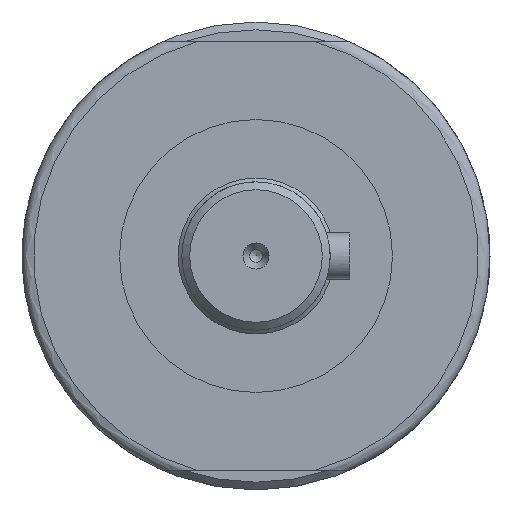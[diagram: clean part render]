
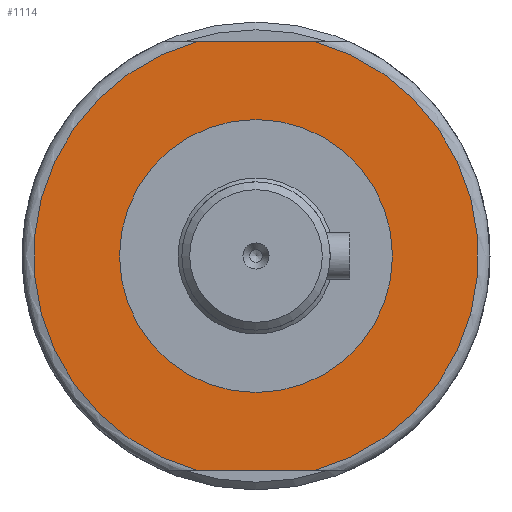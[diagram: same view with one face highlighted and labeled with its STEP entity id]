
A CAD part, left-side view. The second image highlights one B-rep face of the part: STEP entity #1114.
In plain terms, the highlighted planar face has unit normal (-1, 0, 0).
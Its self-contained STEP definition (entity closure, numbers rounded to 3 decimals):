
#769=CARTESIAN_POINT('',(-198.701,7.483,27.502));
#770=VERTEX_POINT('',#769);
#796=CARTESIAN_POINT('',(-198.701,-7.484,27.502));
#797=VERTEX_POINT('',#796);
#798=CARTESIAN_POINT('',(-198.701,-7.484,27.502));
#799=DIRECTION('',(0.0,1.0,0.0));
#800=VECTOR('',#799,14.967);
#801=LINE('',#798,#800);
#802=EDGE_CURVE('',#797,#770,#801,.T.);
#909=CARTESIAN_POINT('',(-198.701,-7.484,-27.498));
#910=VERTEX_POINT('',#909);
#936=CARTESIAN_POINT('',(-198.701,7.483,-27.498));
#937=VERTEX_POINT('',#936);
#938=CARTESIAN_POINT('',(-198.701,7.483,-27.498));
#939=DIRECTION('',(0.0,-1.0,0.0));
#940=VECTOR('',#939,14.967);
#941=LINE('',#938,#940);
#942=EDGE_CURVE('',#937,#910,#941,.T.);
#1080=CARTESIAN_POINT('',(-198.701,23.,0.002));
#1081=DIRECTION('',(-1.0,0.0,0.0));
#1082=DIRECTION('',(0.0,0.0,1.0));
#1083=AXIS2_PLACEMENT_3D('',#1080,#1081,#1082);
#1084=PLANE('',#1083);
#1085=ORIENTED_EDGE('',*,*,#802,.T.);
#1086=CARTESIAN_POINT('',(-198.701,0.,0.002));
#1087=DIRECTION('',(1.0,0.0,0.0));
#1088=DIRECTION('',(0.0,1.0,0.0));
#1089=AXIS2_PLACEMENT_3D('',#1086,#1087,#1088);
#1090=CIRCLE('',#1089,28.5);
#1091=EDGE_CURVE('',#937,#770,#1090,.T.);
#1092=ORIENTED_EDGE('',*,*,#1091,.F.);
#1093=ORIENTED_EDGE('',*,*,#942,.T.);
#1094=CARTESIAN_POINT('',(-198.701,0.,0.002));
#1095=DIRECTION('',(1.0,0.0,0.0));
#1096=DIRECTION('',(0.0,1.0,0.0));
#1097=AXIS2_PLACEMENT_3D('',#1094,#1095,#1096);
#1098=CIRCLE('',#1097,28.5);
#1099=EDGE_CURVE('',#797,#910,#1098,.T.);
#1100=ORIENTED_EDGE('',*,*,#1099,.F.);
#1101=EDGE_LOOP('',(#1085,#1092,#1093,#1100));
#1102=FACE_OUTER_BOUND('',#1101,.T.);
#1103=CARTESIAN_POINT('',(-198.701,17.5,0.002));
#1104=VERTEX_POINT('',#1103);
#1105=CARTESIAN_POINT('',(-198.701,0.,0.002));
#1106=DIRECTION('',(1.0,0.0,0.0));
#1107=DIRECTION('',(0.0,1.0,0.0));
#1108=AXIS2_PLACEMENT_3D('',#1105,#1106,#1107);
#1109=CIRCLE('',#1108,17.5);
#1110=EDGE_CURVE('',#1104,#1104,#1109,.T.);
#1111=ORIENTED_EDGE('',*,*,#1110,.T.);
#1112=EDGE_LOOP('',(#1111));
#1113=FACE_BOUND('',#1112,.T.);
#1114=ADVANCED_FACE('',(#1102,#1113),#1084,.T.);
